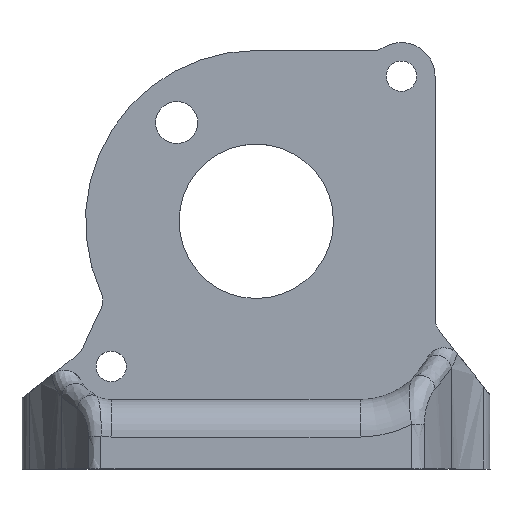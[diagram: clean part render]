
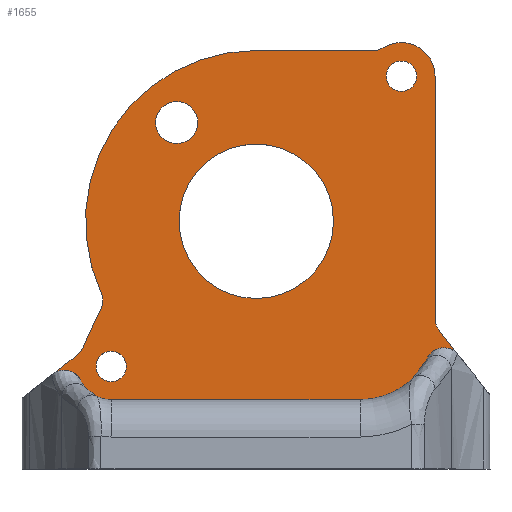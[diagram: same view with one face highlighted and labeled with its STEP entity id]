
A CAD part, top view. The second image highlights one B-rep face of the part: STEP entity #1655.
In plain terms, the highlighted planar face has unit normal (0, 0, 1).
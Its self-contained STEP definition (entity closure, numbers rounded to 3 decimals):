
#113=FACE_BOUND('',#305,.T.);
#114=FACE_BOUND('',#306,.T.);
#115=FACE_BOUND('',#307,.T.);
#116=FACE_BOUND('',#308,.T.);
#140=CIRCLE('',#1751,18.5);
#141=CIRCLE('',#1754,1.);
#142=CIRCLE('',#1762,1.);
#143=CIRCLE('',#1765,2.);
#144=CIRCLE('',#1766,3.6);
#145=CIRCLE('',#1767,18.25);
#146=CIRCLE('',#1768,2.);
#147=CIRCLE('',#1769,2.);
#148=CIRCLE('',#1770,1.625);
#149=CIRCLE('',#1771,2.25);
#150=CIRCLE('',#1772,8.25);
#151=CIRCLE('',#1773,1.625);
#209=FACE_OUTER_BOUND('',#304,.T.);
#304=EDGE_LOOP('',(#1184,#1185,#1186,#1187,#1188,#1189,#1190,#1191,#1192,
#1193,#1194,#1195,#1196,#1197,#1198,#1199,#1200,#1201,#1202,#1203,#1204,
#1205,#1206,#1207,#1208,#1209));
#305=EDGE_LOOP('',(#1210));
#306=EDGE_LOOP('',(#1211));
#307=EDGE_LOOP('',(#1212));
#308=EDGE_LOOP('',(#1213));
#397=LINE('',#2330,#539);
#399=LINE('',#2336,#541);
#402=LINE('',#2342,#544);
#420=LINE('',#2401,#562);
#424=LINE('',#2411,#566);
#427=LINE('',#2419,#569);
#429=LINE('',#2423,#571);
#431=LINE('',#2426,#573);
#432=LINE('',#2430,#574);
#435=LINE('',#2435,#577);
#437=LINE('',#2439,#579);
#440=LINE('',#2446,#582);
#441=LINE('',#2448,#583);
#442=LINE('',#2450,#584);
#443=LINE('',#2454,#585);
#444=LINE('',#2458,#586);
#445=LINE('',#2460,#587);
#446=LINE('',#2466,#588);
#539=VECTOR('',#1888,10.);
#541=VECTOR('',#1892,10.);
#544=VECTOR('',#1897,10.);
#562=VECTOR('',#1943,10.);
#566=VECTOR('',#1953,10.);
#569=VECTOR('',#1962,10.);
#571=VECTOR('',#1966,10.);
#573=VECTOR('',#1970,10.);
#574=VECTOR('',#1973,10.);
#577=VECTOR('',#1978,10.);
#579=VECTOR('',#1982,10.);
#582=VECTOR('',#1991,10.);
#583=VECTOR('',#1994,10.);
#584=VECTOR('',#1995,10.);
#585=VECTOR('',#1998,10.);
#586=VECTOR('',#2001,10.);
#587=VECTOR('',#2002,10.);
#588=VECTOR('',#2007,10.);
#679=VERTEX_POINT('',#2324);
#681=VERTEX_POINT('',#2328);
#682=VERTEX_POINT('',#2332);
#684=VERTEX_POINT('',#2335);
#686=VERTEX_POINT('',#2341);
#713=VERTEX_POINT('',#2400);
#714=VERTEX_POINT('',#2404);
#715=VERTEX_POINT('',#2405);
#716=VERTEX_POINT('',#2410);
#717=VERTEX_POINT('',#2414);
#718=VERTEX_POINT('',#2418);
#719=VERTEX_POINT('',#2422);
#720=VERTEX_POINT('',#2428);
#721=VERTEX_POINT('',#2429);
#722=VERTEX_POINT('',#2434);
#723=VERTEX_POINT('',#2438);
#724=VERTEX_POINT('',#2442);
#725=VERTEX_POINT('',#2449);
#726=VERTEX_POINT('',#2451);
#727=VERTEX_POINT('',#2453);
#728=VERTEX_POINT('',#2455);
#729=VERTEX_POINT('',#2457);
#730=VERTEX_POINT('',#2459);
#731=VERTEX_POINT('',#2461);
#732=VERTEX_POINT('',#2463);
#733=VERTEX_POINT('',#2465);
#734=VERTEX_POINT('',#2468);
#735=VERTEX_POINT('',#2470);
#736=VERTEX_POINT('',#2472);
#737=VERTEX_POINT('',#2474);
#846=EDGE_CURVE('',#679,#681,#397,.T.);
#848=EDGE_CURVE('',#684,#682,#399,.T.);
#851=EDGE_CURVE('',#686,#679,#402,.T.);
#881=EDGE_CURVE('',#713,#684,#420,.T.);
#883=EDGE_CURVE('',#714,#715,#140,.T.);
#886=EDGE_CURVE('',#715,#716,#424,.T.);
#888=EDGE_CURVE('',#716,#717,#141,.T.);
#890=EDGE_CURVE('',#717,#718,#427,.T.);
#892=EDGE_CURVE('',#718,#719,#429,.T.);
#894=EDGE_CURVE('',#719,#713,#431,.T.);
#895=EDGE_CURVE('',#720,#721,#432,.T.);
#898=EDGE_CURVE('',#721,#722,#435,.T.);
#900=EDGE_CURVE('',#722,#723,#437,.T.);
#902=EDGE_CURVE('',#723,#724,#142,.T.);
#904=EDGE_CURVE('',#724,#714,#440,.T.);
#905=EDGE_CURVE('',#681,#720,#441,.T.);
#906=EDGE_CURVE('',#682,#725,#442,.T.);
#907=EDGE_CURVE('',#726,#725,#143,.T.);
#908=EDGE_CURVE('',#726,#727,#443,.T.);
#909=EDGE_CURVE('',#727,#728,#144,.T.);
#910=EDGE_CURVE('',#728,#729,#444,.T.);
#911=EDGE_CURVE('',#729,#730,#445,.T.);
#912=EDGE_CURVE('',#730,#731,#145,.T.);
#913=EDGE_CURVE('',#732,#731,#146,.T.);
#914=EDGE_CURVE('',#732,#733,#446,.T.);
#915=EDGE_CURVE('',#686,#733,#147,.T.);
#916=EDGE_CURVE('',#734,#734,#148,.T.);
#917=EDGE_CURVE('',#735,#735,#149,.T.);
#918=EDGE_CURVE('',#736,#736,#150,.T.);
#919=EDGE_CURVE('',#737,#737,#151,.T.);
#1184=ORIENTED_EDGE('',*,*,#846,.T.);
#1185=ORIENTED_EDGE('',*,*,#905,.T.);
#1186=ORIENTED_EDGE('',*,*,#895,.T.);
#1187=ORIENTED_EDGE('',*,*,#898,.T.);
#1188=ORIENTED_EDGE('',*,*,#900,.T.);
#1189=ORIENTED_EDGE('',*,*,#902,.T.);
#1190=ORIENTED_EDGE('',*,*,#904,.T.);
#1191=ORIENTED_EDGE('',*,*,#883,.T.);
#1192=ORIENTED_EDGE('',*,*,#886,.T.);
#1193=ORIENTED_EDGE('',*,*,#888,.T.);
#1194=ORIENTED_EDGE('',*,*,#890,.T.);
#1195=ORIENTED_EDGE('',*,*,#892,.T.);
#1196=ORIENTED_EDGE('',*,*,#894,.T.);
#1197=ORIENTED_EDGE('',*,*,#881,.T.);
#1198=ORIENTED_EDGE('',*,*,#848,.T.);
#1199=ORIENTED_EDGE('',*,*,#906,.T.);
#1200=ORIENTED_EDGE('',*,*,#907,.F.);
#1201=ORIENTED_EDGE('',*,*,#908,.T.);
#1202=ORIENTED_EDGE('',*,*,#909,.T.);
#1203=ORIENTED_EDGE('',*,*,#910,.T.);
#1204=ORIENTED_EDGE('',*,*,#911,.T.);
#1205=ORIENTED_EDGE('',*,*,#912,.T.);
#1206=ORIENTED_EDGE('',*,*,#913,.F.);
#1207=ORIENTED_EDGE('',*,*,#914,.T.);
#1208=ORIENTED_EDGE('',*,*,#915,.F.);
#1209=ORIENTED_EDGE('',*,*,#851,.T.);
#1210=ORIENTED_EDGE('',*,*,#916,.T.);
#1211=ORIENTED_EDGE('',*,*,#917,.T.);
#1212=ORIENTED_EDGE('',*,*,#918,.T.);
#1213=ORIENTED_EDGE('',*,*,#919,.T.);
#1609=PLANE('',#1764);
#1655=ADVANCED_FACE('',(#209,#113,#114,#115,#116),#1609,.F.);
#1751=AXIS2_PLACEMENT_3D('',#2406,#1947,#1948);
#1754=AXIS2_PLACEMENT_3D('',#2415,#1957,#1958);
#1762=AXIS2_PLACEMENT_3D('',#2443,#1986,#1987);
#1764=AXIS2_PLACEMENT_3D('',#2447,#1992,#1993);
#1765=AXIS2_PLACEMENT_3D('',#2452,#1996,#1997);
#1766=AXIS2_PLACEMENT_3D('',#2456,#1999,#2000);
#1767=AXIS2_PLACEMENT_3D('',#2462,#2003,#2004);
#1768=AXIS2_PLACEMENT_3D('',#2464,#2005,#2006);
#1769=AXIS2_PLACEMENT_3D('',#2467,#2008,#2009);
#1770=AXIS2_PLACEMENT_3D('',#2469,#2010,#2011);
#1771=AXIS2_PLACEMENT_3D('',#2471,#2012,#2013);
#1772=AXIS2_PLACEMENT_3D('',#2473,#2014,#2015);
#1773=AXIS2_PLACEMENT_3D('',#2475,#2016,#2017);
#1888=DIRECTION('',(0.,-1.,0.));
#1892=DIRECTION('',(0.,1.,0.));
#1897=DIRECTION('',(-0.784,-0.621,0.));
#1943=DIRECTION('',(1.,0.,0.));
#1947=DIRECTION('center_axis',(0.,0.,1.));
#1948=DIRECTION('ref_axis',(0.703,-0.711,0.));
#1953=DIRECTION('',(1.,0.,0.));
#1957=DIRECTION('center_axis',(0.,0.,-1.));
#1958=DIRECTION('ref_axis',(0.,1.,0.));
#1962=DIRECTION('',(0.707,-0.707,0.));
#1966=DIRECTION('',(0.484,-0.875,0.));
#1970=DIRECTION('',(0.,-1.,0.));
#1973=DIRECTION('',(0.,1.,0.));
#1978=DIRECTION('',(0.621,0.784,0.));
#1982=DIRECTION('',(0.707,0.707,0.));
#1986=DIRECTION('center_axis',(0.,0.,-1.));
#1987=DIRECTION('ref_axis',(-0.707,0.707,0.));
#1991=DIRECTION('',(1.,0.,0.));
#1992=DIRECTION('center_axis',(0.,0.,-1.));
#1993=DIRECTION('ref_axis',(1.,0.,0.));
#1994=DIRECTION('',(1.,0.,0.));
#1995=DIRECTION('',(-0.617,0.787,0.));
#1996=DIRECTION('center_axis',(0.,0.,1.));
#1997=DIRECTION('ref_axis',(-0.945,-0.326,0.));
#1998=DIRECTION('',(0.,1.,0.));
#1999=DIRECTION('center_axis',(0.,0.,1.));
#2000=DIRECTION('ref_axis',(-0.423,0.906,0.));
#2001=DIRECTION('',(-0.906,-0.423,0.));
#2002=DIRECTION('',(-1.,0.,0.));
#2003=DIRECTION('center_axis',(0.,0.,1.));
#2004=DIRECTION('ref_axis',(-0.887,-0.463,0.));
#2005=DIRECTION('center_axis',(0.,0.,1.));
#2006=DIRECTION('ref_axis',(1.,-0.003,0.));
#2007=DIRECTION('',(-0.423,-0.906,0.));
#2008=DIRECTION('center_axis',(0.,0.,1.));
#2009=DIRECTION('ref_axis',(0.785,-0.62,0.));
#2010=DIRECTION('center_axis',(0.,0.,-1.));
#2011=DIRECTION('ref_axis',(1.,0.,0.));
#2012=DIRECTION('center_axis',(0.,0.,-1.));
#2013=DIRECTION('ref_axis',(1.,0.,0.));
#2014=DIRECTION('center_axis',(0.,0.,-1.));
#2015=DIRECTION('ref_axis',(1.,0.,0.));
#2016=DIRECTION('center_axis',(0.,0.,-1.));
#2017=DIRECTION('ref_axis',(1.,0.,0.));
#2324=CARTESIAN_POINT('',(-21.784,-16.375,-21.65));
#2328=CARTESIAN_POINT('',(-21.784,-26.5,-21.65));
#2330=CARTESIAN_POINT('',(-21.784,-15.1,-21.65));
#2332=CARTESIAN_POINT('',(21.784,-14.528,-21.65));
#2335=CARTESIAN_POINT('',(21.784,-26.5,-21.65));
#2336=CARTESIAN_POINT('',(21.784,-15.1,-21.65));
#2341=CARTESIAN_POINT('',(-19.133,-14.272,-21.65));
#2342=CARTESIAN_POINT('',(-18.763,-13.979,-21.65));
#2400=CARTESIAN_POINT('',(17.,-26.5,-21.65));
#2401=CARTESIAN_POINT('',(-25.6,-26.5,-21.65));
#2404=CARTESIAN_POINT('',(-13.004,-19.891,-21.65));
#2405=CARTESIAN_POINT('',(13.022,-19.891,-21.65));
#2406=CARTESIAN_POINT('Origin',(0.009,-6.742,-21.65));
#2410=CARTESIAN_POINT('',(13.995,-19.891,-21.65));
#2411=CARTESIAN_POINT('',(6.998,-19.891,-21.65));
#2414=CARTESIAN_POINT('',(14.702,-20.184,-21.65));
#2415=CARTESIAN_POINT('Origin',(13.995,-20.891,-21.65));
#2418=CARTESIAN_POINT('',(15.116,-20.598,-21.65));
#2419=CARTESIAN_POINT('',(7.113,-12.595,-21.65));
#2422=CARTESIAN_POINT('',(17.,-24.,-21.65));
#2423=CARTESIAN_POINT('',(10.704,-12.63,-21.65));
#2426=CARTESIAN_POINT('',(17.,-15.1,-21.65));
#2428=CARTESIAN_POINT('',(-17.,-26.5,-21.65));
#2429=CARTESIAN_POINT('',(-17.,-23.,-21.65));
#2430=CARTESIAN_POINT('',(-17.,-13.35,-21.65));
#2434=CARTESIAN_POINT('',(-15.098,-20.598,-21.65));
#2435=CARTESIAN_POINT('',(-8.076,-11.732,-21.65));
#2438=CARTESIAN_POINT('',(-14.684,-20.184,-21.65));
#2439=CARTESIAN_POINT('',(-6.892,-12.392,-21.65));
#2442=CARTESIAN_POINT('',(-13.977,-19.891,-21.65));
#2443=CARTESIAN_POINT('Origin',(-13.977,-20.891,-21.65));
#2446=CARTESIAN_POINT('',(-6.502,-19.891,-21.65));
#2447=CARTESIAN_POINT('Origin',(0.,-3.7,
-21.65));
#2448=CARTESIAN_POINT('',(-25.6,-26.5,-21.65));
#2449=CARTESIAN_POINT('',(19.525,-11.643,-21.65));
#2450=CARTESIAN_POINT('',(19.1,-11.1,-21.65));
#2451=CARTESIAN_POINT('',(19.1,-10.41,-21.65));
#2452=CARTESIAN_POINT('Origin',(21.1,-10.41,-21.65));
#2453=CARTESIAN_POINT('',(19.1,15.5,-21.65));
#2454=CARTESIAN_POINT('',(19.1,15.5,-21.65));
#2455=CARTESIAN_POINT('',(13.979,18.763,-21.65));
#2456=CARTESIAN_POINT('Origin',(15.5,15.5,-21.65));
#2457=CARTESIAN_POINT('',(12.879,18.25,-21.65));
#2458=CARTESIAN_POINT('',(12.879,18.25,-21.65));
#2459=CARTESIAN_POINT('',(0.,18.25,-21.65));
#2460=CARTESIAN_POINT('',(0.,18.25,-21.65));
#2461=CARTESIAN_POINT('',(-16.58,-7.626,-21.65));
#2462=CARTESIAN_POINT('Origin',(0.,0.,-21.65));
#2463=CARTESIAN_POINT('',(-16.585,-9.307,-21.65));
#2464=CARTESIAN_POINT('Origin',(-18.397,-8.462,-21.65));
#2465=CARTESIAN_POINT('',(-18.563,-13.55,-21.65));
#2466=CARTESIAN_POINT('',(-18.763,-13.979,-21.65));
#2467=CARTESIAN_POINT('Origin',(-20.376,-12.705,-21.65));
#2468=CARTESIAN_POINT('',(-17.125,-15.5,-21.65));
#2469=CARTESIAN_POINT('Origin',(-15.5,-15.5,-21.65));
#2470=CARTESIAN_POINT('',(-10.75,10.552,-21.65));
#2471=CARTESIAN_POINT('Origin',(-8.5,10.552,-21.65));
#2472=CARTESIAN_POINT('',(-8.25,0.,-21.65));
#2473=CARTESIAN_POINT('Origin',(0.,0.,-21.65));
#2474=CARTESIAN_POINT('',(13.875,15.5,-21.65));
#2475=CARTESIAN_POINT('Origin',(15.5,15.5,-21.65));
